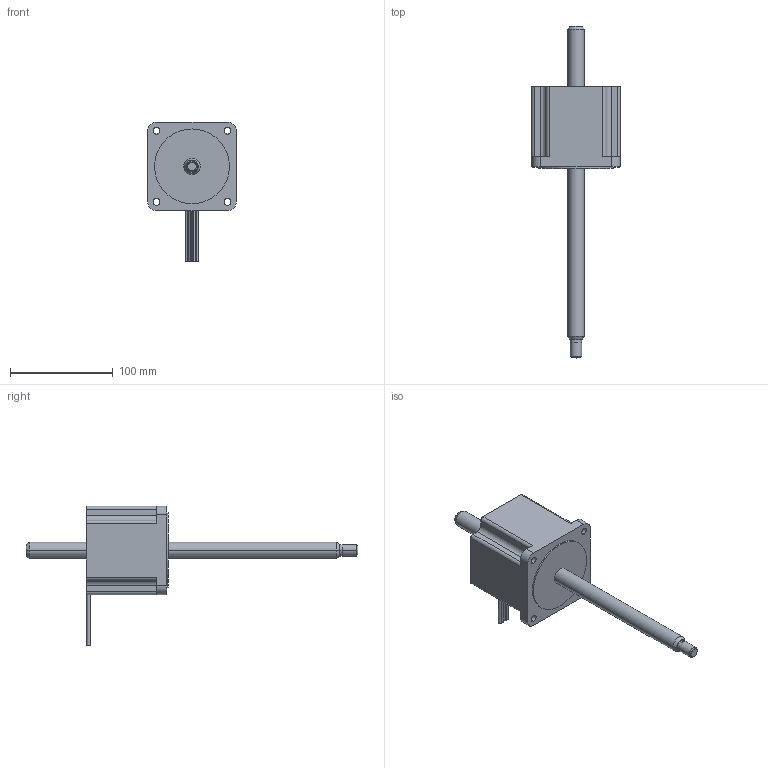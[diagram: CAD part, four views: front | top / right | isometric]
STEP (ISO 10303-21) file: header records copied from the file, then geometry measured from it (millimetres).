
FILE_DESCRIPTION(/* description */ (''),/* implementation_level */ '2;1');
FILE_NAME(/* name */ 'LHS-030-xxxx-RF',/* time_stamp */ '2026-01-19T21:51:38-06:00',/* author */ (''),/* organization */ (''),/* preprocessor_version */ 'ST-DEVELOPER v19.2',/* originating_system */ 'Rhino 8.27',/* authorisation */ '');
FILE_SCHEMA (('CONFIG_CONTROL_DESIGN'));
Length unit declared in the file: inch
Products named in the file (4): Document; AMETEK-87F43-2_85-12_75-12; 87000_Non_Captive_None; 87000_Non_Captive_Screw
Bounding box: 86.31 x 323.85 x 136.31 mm (x, y, z)
Volume: 583620.2 mm3; surface area: 63124.6 mm2
Topology: 2 solids, 2 shells, 78 faces, 192 edges, 126 vertices
Faces by surface type: cylinder 44, plane 28, bspline 6
Entity records: 2884 total; most frequent: CARTESIAN_POINT 745, ORIENTED_EDGE 384, DIRECTION 278, EDGE_CURVE 192, AXIS2_PLACEMENT_3D 175, VERTEX_POINT 126, B_SPLINE_CURVE_WITH_KNOTS 98, EDGE_LOOP 96
